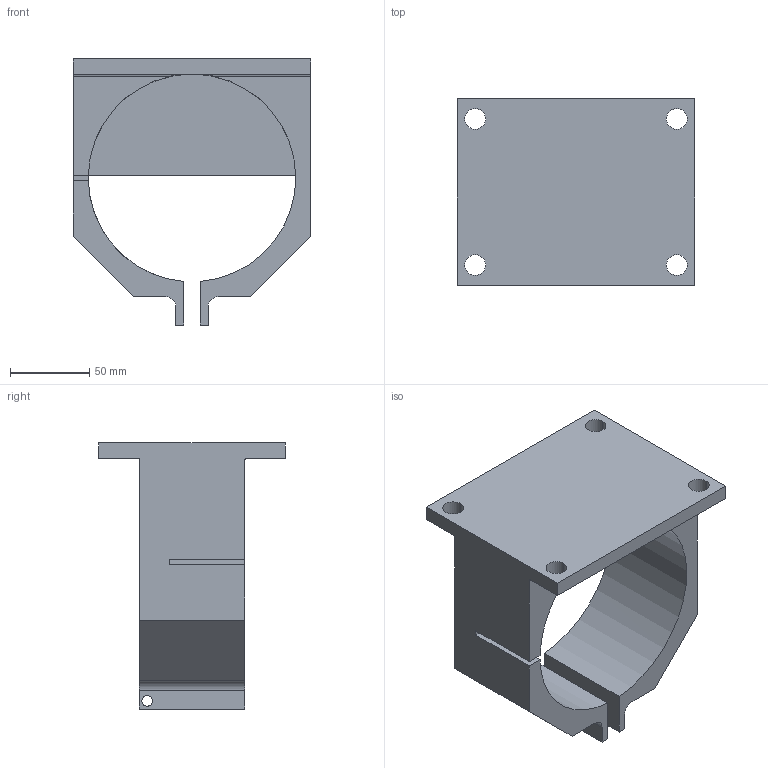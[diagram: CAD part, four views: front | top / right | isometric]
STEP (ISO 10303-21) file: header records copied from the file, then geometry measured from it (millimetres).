
FILE_DESCRIPTION (( 'STEP AP214' ), '1' );
FILE_NAME ('CT_Aft_Slotting_Mount.STEP', '2026-02-03T23:43:06', ( '' ), ( '' ), 'SwSTEP 2.0', 'SolidWorks 2025', '' );
FILE_SCHEMA (( 'AUTOMOTIVE_DESIGN' ));
Length unit declared in the file: inch
Products named in the file (1): CT_Aft_Slotting_Mount
Bounding box: 149.86 x 117.47 x 167.64 mm (x, y, z)
Volume: 618162.8 mm3; surface area: 113893.2 mm2
Topology: 1 solids, 1 shells, 46 faces, 130 edges, 84 vertices
Faces by surface type: plane 26, cylinder 18, bspline 2
Entity records: 1593 total; most frequent: CARTESIAN_POINT 331, DIRECTION 258, ORIENTED_EDGE 256, EDGE_CURVE 128, AXIS2_PLACEMENT_3D 87, LINE 84, VERTEX_POINT 84, VECTOR 84
